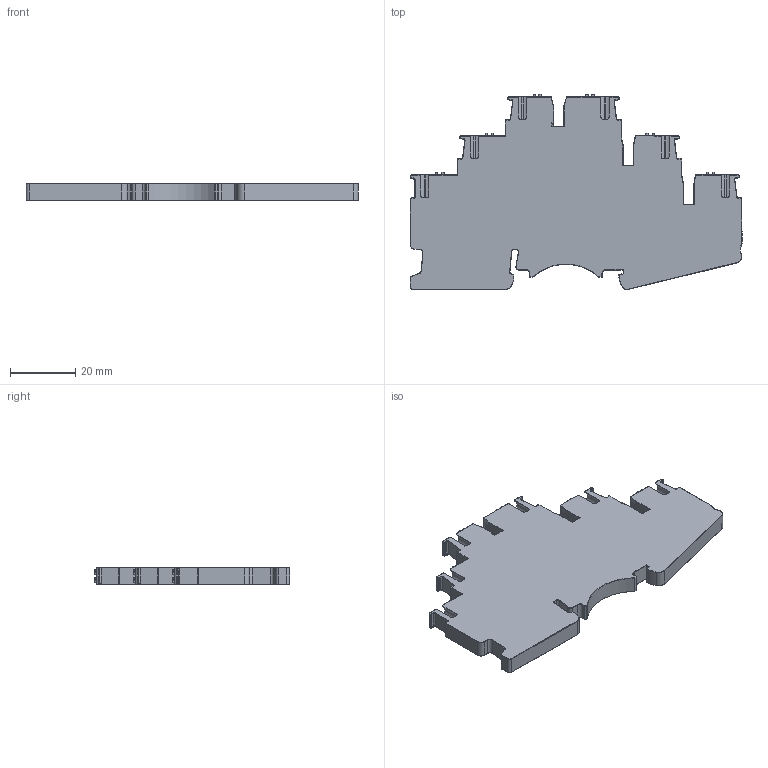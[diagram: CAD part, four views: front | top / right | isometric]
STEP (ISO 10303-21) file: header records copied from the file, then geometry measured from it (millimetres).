
FILE_DESCRIPTION(/* description */ ('Unknown'),/* implementation_level */ '2;1');
FILE_NAME(/* name */ 'DS2.5-3L-01P-1Y-00A(H)-C-1',/* time_stamp */ '2022-03-06T09:51:52+08:00',/* author */ ('Unknown'),/* organization */ ('Unknown'),/* preprocessor_version */ 'ST-DEVELOPER v16.7',/* originating_system */ 'Solid Edge',/* authorisation */ 'Unknown');
FILE_SCHEMA (('AUTOMOTIVE_DESIGN {1 0 10303 214 3 1 1}'));
Length unit declared in the file: millimetre
Products named in the file (1): DS2.5-3L-01P-1Y-00AH 20200115
Bounding box: 102 x 59.98 x 5.15 mm (x, y, z)
Volume: 21218.6 mm3; surface area: 11663.4 mm2
Topology: 1 solids, 1 shells, 887 faces, 2302 edges, 1420 vertices
Faces by surface type: plane 410, cylinder 363, torus 105, sphere 4, bspline 3, cone 2
Full cylindrical faces by diameter (mm): 2.1 x1
Entity records: 27053 total; most frequent: CARTESIAN_POINT 5281, DIRECTION 4607, ORIENTED_EDGE 4578, EDGE_CURVE 2289, AXIS2_PLACEMENT_3D 1587, LINE 1433, VECTOR 1433, VERTEX_POINT 1416
